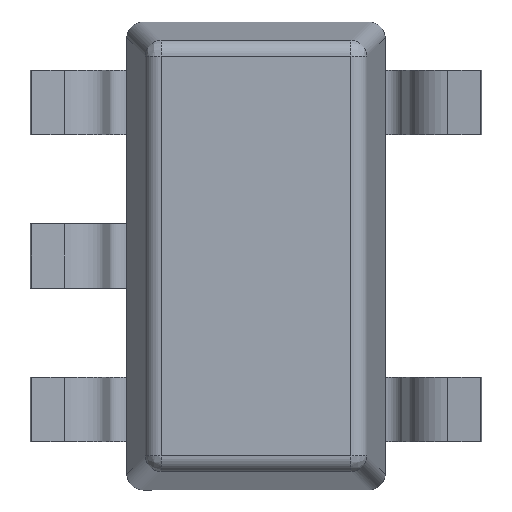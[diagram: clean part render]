
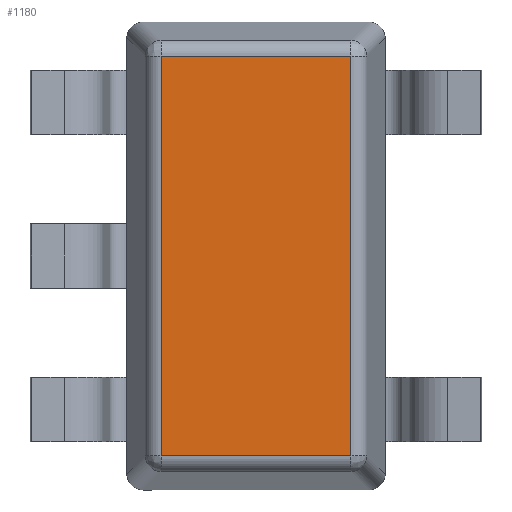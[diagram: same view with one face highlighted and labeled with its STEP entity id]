
A CAD part, front view. The second image highlights one B-rep face of the part: STEP entity #1180.
In plain terms, the highlighted planar face has unit normal (0, -1, 0).
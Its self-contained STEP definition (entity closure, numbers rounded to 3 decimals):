
#90 = VERTEX_POINT ( 'NONE', #918 ) ;
#192 = CARTESIAN_POINT ( 'NONE',  ( 0.588, 0.15, 1.238 ) ) ;
#224 = ORIENTED_EDGE ( 'NONE', *, *, #1319, .T. ) ;
#311 = DIRECTION ( 'NONE',  ( 0., 0., -1. ) ) ;
#459 = LINE ( 'NONE', #2779, #1780 ) ;
#471 = EDGE_CURVE ( 'NONE', #2586, #2751, #459, .T. ) ;
#546 = DIRECTION ( 'NONE',  ( 0., 0., 1. ) ) ;
#728 = LINE ( 'NONE', #2492, #3352 ) ;
#866 = ORIENTED_EDGE ( 'NONE', *, *, #471, .F. ) ;
#875 = EDGE_CURVE ( 'NONE', #2751, #2161, #728, .T. ) ;
#918 = CARTESIAN_POINT ( 'NONE',  ( 0.588, 0.15, -1.238 ) ) ;
#973 = FACE_OUTER_BOUND ( 'NONE', #996, .T. ) ;
#996 = EDGE_LOOP ( 'NONE', ( #1460, #2354, #866, #224 ) ) ;
#1180 = ADVANCED_FACE ( 'NONE', ( #973 ), #1505, .T. ) ;
#1250 = EDGE_CURVE ( 'NONE', #2161, #90, #1861, .T. ) ;
#1268 = CARTESIAN_POINT ( 'NONE',  ( -0.588, 0.15, -1.238 ) ) ;
#1319 = EDGE_CURVE ( 'NONE', #2586, #90, #2943, .T. ) ;
#1353 = CARTESIAN_POINT ( 'NONE',  ( 0.588, 0.15, 0. ) ) ;
#1460 = ORIENTED_EDGE ( 'NONE', *, *, #1250, .F. ) ;
#1505 = PLANE ( 'NONE',  #3299 ) ;
#1780 = VECTOR ( 'NONE', #546, 1000. ) ;
#1787 = VECTOR ( 'NONE', #2125, 1000. ) ;
#1861 = LINE ( 'NONE', #1353, #1787 ) ;
#2002 = VECTOR ( 'NONE', #3195, 1000. ) ;
#2125 = DIRECTION ( 'NONE',  ( 0., 0., -1. ) ) ;
#2161 = VERTEX_POINT ( 'NONE', #192 ) ;
#2288 = DIRECTION ( 'NONE',  ( 1., 0., 0. ) ) ;
#2354 = ORIENTED_EDGE ( 'NONE', *, *, #875, .F. ) ;
#2492 = CARTESIAN_POINT ( 'NONE',  ( 0., 0.15, 1.238 ) ) ;
#2552 = CARTESIAN_POINT ( 'NONE',  ( 0., 0.15, 0. ) ) ;
#2586 = VERTEX_POINT ( 'NONE', #1268 ) ;
#2751 = VERTEX_POINT ( 'NONE', #2918 ) ;
#2779 = CARTESIAN_POINT ( 'NONE',  ( -0.588, 0.15, 0. ) ) ;
#2918 = CARTESIAN_POINT ( 'NONE',  ( -0.588, 0.15, 1.238 ) ) ;
#2943 = LINE ( 'NONE', #3226, #2002 ) ;
#3123 = DIRECTION ( 'NONE',  ( 0., -1., 0. ) ) ;
#3195 = DIRECTION ( 'NONE',  ( 1., 0., 0. ) ) ;
#3226 = CARTESIAN_POINT ( 'NONE',  ( 0., 0.15, -1.238 ) ) ;
#3299 = AXIS2_PLACEMENT_3D ( 'NONE', #2552, #3123, #311 ) ;
#3352 = VECTOR ( 'NONE', #2288, 1000. ) ;
